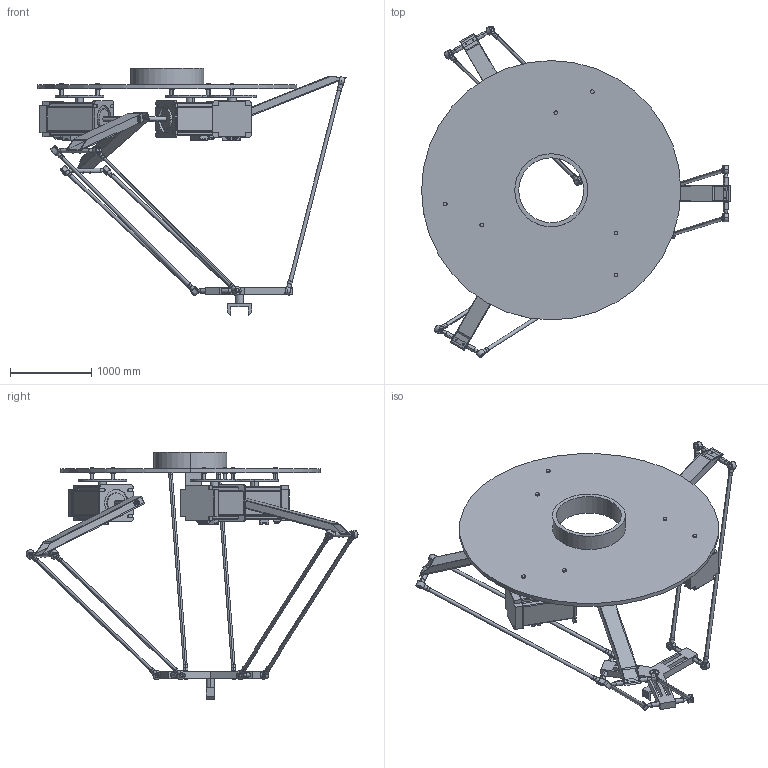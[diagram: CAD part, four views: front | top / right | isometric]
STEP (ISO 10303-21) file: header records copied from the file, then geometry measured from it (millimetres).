
FILE_DESCRIPTION (( 'STEP AP203' ), '1' );
FILE_NAME ('214103221.STEP', '2022-02-11T04:13:03', ( '' ), ( '' ), 'SwSTEP 2.0', 'SolidWorks 2019', '' );
FILE_SCHEMA (( 'CONFIG_CONTROL_DESIGN' ));
Length unit declared in the file: millimetre
Products named in the file (21): Motor casing; Assem 2; Assem 4; part 6; link 2; Assem3; grip; link 1; part 4; Fore arm; motor shaft; cylinder rod; 214103221; Base
Assembly tree (46 placements, depth 3):
  214103221
    Assem 2
      Base
      motor shaft
      link 1
      part 4
    Assem 4
      cylinder rod  x2
      Fore arm
    Assem3
      part 6
      link 2  x3
    grip
    Motor casing
    Assem 2
      Base
      motor shaft
      link 1
      part 4
    Assem 2
      Base
      motor shaft
      link 1
      part 4
    Assem 4
      cylinder rod  x2
      Fore arm
    Assem 4
      cylinder rod  x2
      Fore arm
    Assem 4
      cylinder rod  x2
      Fore arm
    Assem 4
      cylinder rod  x2
      Fore arm
    Assem 4
      cylinder rod  x2
      Fore arm
Bounding box: 3812.12 x 4097.56 x 3050 mm (x, y, z)
Volume: 708282084.6 mm3; surface area: 39407392 mm2
Topology: 36 solids, 39 shells, 1470 faces, 3553 edges, 2175 vertices
Faces by surface type: cylinder 630, plane 534, cone 168, sphere 66, torus 63, bspline 9
Entity records: 16805 total; most frequent: CARTESIAN_POINT 2841, DIRECTION 2468, ORIENTED_EDGE 2174, EDGE_CURVE 1087, AXIS2_PLACEMENT_3D 907, VERTEX_POINT 681, LINE 654, VECTOR 654
